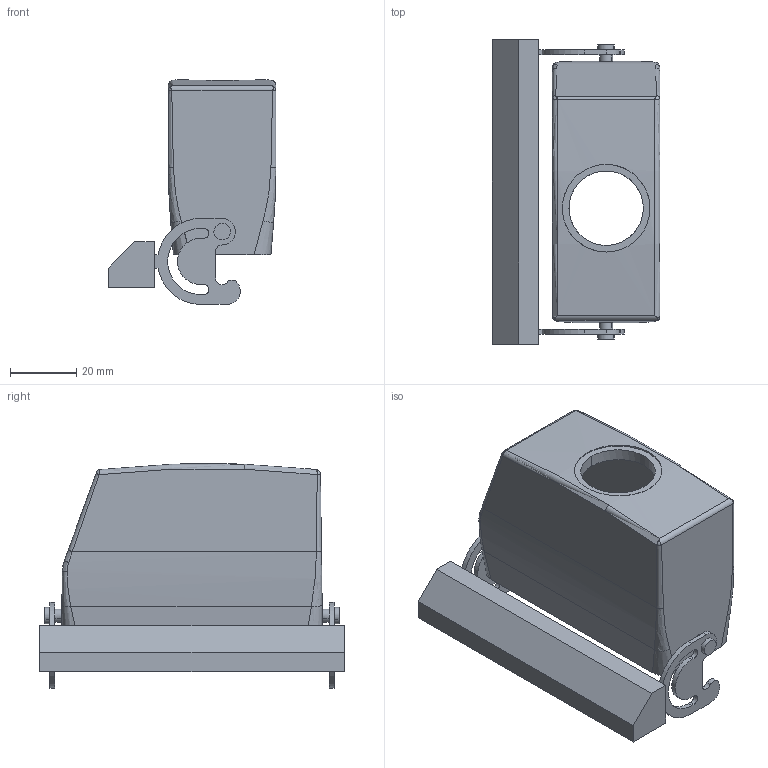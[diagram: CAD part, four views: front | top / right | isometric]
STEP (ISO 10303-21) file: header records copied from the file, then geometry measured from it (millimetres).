
FILE_DESCRIPTION(('CATIA V5 STEP Exchange','CAx-IF Rec.Pracs.--- Model Styling and Organization---1.4--- 2014-01-23'),'2;1');
FILE_NAME ('018389-2_2', '2019-10-26T08:44:35+00:00', ('none'), ('Weidmueller'), 'CATIA Version 5-6 Release 2016 SP3 HF44', 'CATIA V5 STEP AP214', 'none');
FILE_SCHEMA(('AUTOMOTIVE_DESIGN { 1 0 10303 214 1 1 1 1 }'));
Length unit declared in the file: millimetre
Products named in the file (1): 1665450000
Bounding box: 50.75 x 92 x 68 mm (x, y, z)
Volume: 61366.5 mm3; surface area: 31243.7 mm2
Topology: 1 solids, 1 shells, 142 faces, 370 edges, 240 vertices
Faces by surface type: plane 61, cylinder 57, bspline 22, torus 2
Entity records: 6269 total; most frequent: CARTESIAN_POINT 3125, ORIENTED_EDGE 736, DIRECTION 458, EDGE_CURVE 368, VERTEX_POINT 240, AXIS2_PLACEMENT_3D 186, VECTOR 186, LINE 186
